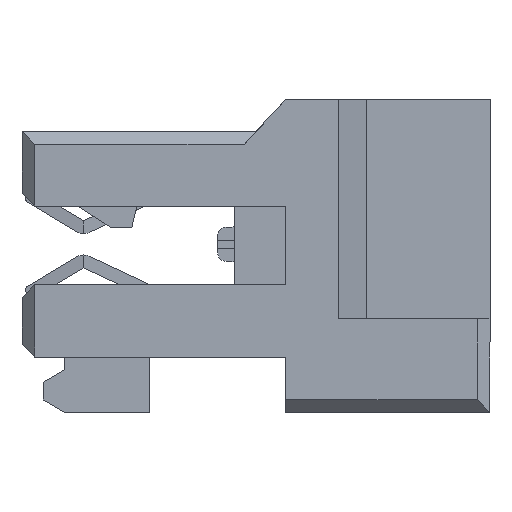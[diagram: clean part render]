
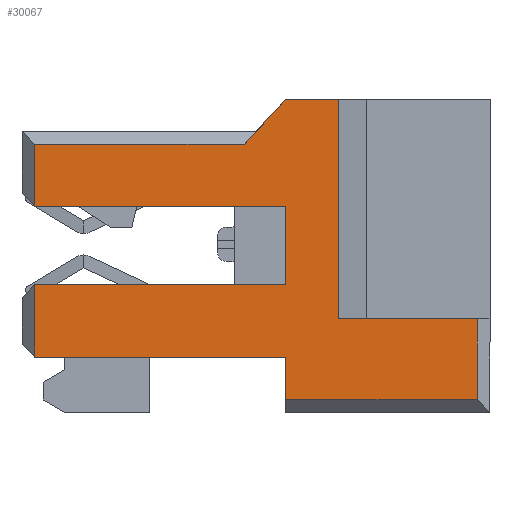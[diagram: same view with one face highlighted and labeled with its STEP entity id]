
A CAD part, left-side view. The second image highlights one B-rep face of the part: STEP entity #30067.
In plain terms, the highlighted face is planar.
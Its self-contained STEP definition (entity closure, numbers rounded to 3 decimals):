
#2278=ORIENTED_EDGE('',*,*,#8806,.T.);
#2279=ORIENTED_EDGE('',*,*,#8267,.T.);
#2280=ORIENTED_EDGE('',*,*,#8813,.T.);
#2281=ORIENTED_EDGE('',*,*,#8814,.T.);
#2282=ORIENTED_EDGE('',*,*,#8411,.T.);
#2283=ORIENTED_EDGE('',*,*,#8406,.T.);
#2284=ORIENTED_EDGE('',*,*,#8797,.T.);
#2285=ORIENTED_EDGE('',*,*,#8815,.T.);
#2286=ORIENTED_EDGE('',*,*,#8816,.T.);
#2287=ORIENTED_EDGE('',*,*,#8817,.T.);
#2288=ORIENTED_EDGE('',*,*,#8263,.T.);
#2289=ORIENTED_EDGE('',*,*,#8260,.T.);
#2290=ORIENTED_EDGE('',*,*,#8803,.T.);
#2291=ORIENTED_EDGE('',*,*,#8818,.T.);
#8260=EDGE_CURVE('',#11607,#11609,#13842,.T.);
#8263=EDGE_CURVE('',#11610,#11607,#13845,.T.);
#8267=EDGE_CURVE('',#11613,#11615,#13849,.T.);
#8406=EDGE_CURVE('',#11718,#11716,#13964,.T.);
#8411=EDGE_CURVE('',#11720,#11718,#13969,.T.);
#8797=EDGE_CURVE('',#11716,#12021,#14331,.T.);
#8803=EDGE_CURVE('',#11609,#12025,#14337,.T.);
#8806=EDGE_CURVE('',#12028,#11613,#14340,.T.);
#8813=EDGE_CURVE('',#11615,#12030,#14347,.T.);
#8814=EDGE_CURVE('',#12030,#11720,#14348,.T.);
#8815=EDGE_CURVE('',#12021,#12031,#14349,.T.);
#8816=EDGE_CURVE('',#12031,#12032,#14350,.T.);
#8817=EDGE_CURVE('',#12032,#11610,#14351,.T.);
#8818=EDGE_CURVE('',#12025,#12028,#14352,.T.);
#11607=VERTEX_POINT('',#40123);
#11609=VERTEX_POINT('',#40127);
#11610=VERTEX_POINT('',#40131);
#11613=VERTEX_POINT('',#40138);
#11615=VERTEX_POINT('',#40142);
#11716=VERTEX_POINT('',#40428);
#11718=VERTEX_POINT('',#40431);
#11720=VERTEX_POINT('',#40437);
#12021=VERTEX_POINT('',#41168);
#12025=VERTEX_POINT('',#41178);
#12028=VERTEX_POINT('',#41186);
#12030=VERTEX_POINT('',#41197);
#12031=VERTEX_POINT('',#41200);
#12032=VERTEX_POINT('',#41202);
#13842=LINE('',#40128,#16416);
#13845=LINE('',#40134,#16419);
#13849=LINE('',#40143,#16423);
#13964=LINE('',#40430,#16538);
#13969=LINE('',#40440,#16543);
#14331=LINE('',#41167,#16905);
#14337=LINE('',#41179,#16911);
#14340=LINE('',#41185,#16914);
#14347=LINE('',#41196,#16921);
#14348=LINE('',#41198,#16922);
#14349=LINE('',#41199,#16923);
#14350=LINE('',#41201,#16924);
#14351=LINE('',#41203,#16925);
#14352=LINE('',#41204,#16926);
#16416=VECTOR('',#33448,1000.);
#16419=VECTOR('',#33453,1000.);
#16423=VECTOR('',#33459,1000.);
#16538=VECTOR('',#33714,1000.);
#16543=VECTOR('',#33721,1000.);
#16905=VECTOR('',#34215,1000.);
#16911=VECTOR('',#34223,1000.);
#16914=VECTOR('',#34228,1000.);
#16921=VECTOR('',#34239,1000.);
#16922=VECTOR('',#34240,1000.);
#16923=VECTOR('',#34241,1000.);
#16924=VECTOR('',#34242,1000.);
#16925=VECTOR('',#34243,1000.);
#16926=VECTOR('',#34244,1000.);
#18871=EDGE_LOOP('',(#2278,#2279,#2280,#2281,#2282,#2283,#2284,#2285,#2286,
#2287,#2288,#2289,#2290,#2291));
#20103=FACE_BOUND('',#18871,.T.);
#21299=PLANE('',#31287);
#30067=ADVANCED_FACE('',(#20103),#21299,.F.);
#31287=AXIS2_PLACEMENT_3D('',#41195,#34237,#34238);
#33448=DIRECTION('',(0.,0.,-1.));
#33453=DIRECTION('',(0.,-1.,0.));
#33459=DIRECTION('',(0.,0.,-1.));
#33714=DIRECTION('',(0.,0.,1.));
#33721=DIRECTION('',(0.,1.,0.));
#34215=DIRECTION('',(0.,-1.,0.));
#34223=DIRECTION('',(0.,1.,0.));
#34228=DIRECTION('',(0.,-1.,0.));
#34237=DIRECTION('',(-1.,0.,0.));
#34238=DIRECTION('',(0.,0.,1.));
#34239=DIRECTION('',(0.,1.,0.));
#34240=DIRECTION('',(0.,0.,-1.));
#34241=DIRECTION('',(0.,0.,1.));
#34242=DIRECTION('',(0.,-1.,0.));
#34243=DIRECTION('',(0.,-0.682,-0.731));
#34244=DIRECTION('',(0.,0.,-1.));
#40123=CARTESIAN_POINT('',(8.75,0.3,2.625));
#40127=CARTESIAN_POINT('',(8.75,0.3,1.175));
#40128=CARTESIAN_POINT('',(8.75,0.3,3.675));
#40131=CARTESIAN_POINT('',(8.75,5.22,2.625));
#40134=CARTESIAN_POINT('',(8.75,11.,2.625));
#40138=CARTESIAN_POINT('',(8.75,0.3,-0.675));
#40142=CARTESIAN_POINT('',(8.75,0.3,-2.375));
#40143=CARTESIAN_POINT('',(8.75,0.3,3.675));
#40428=CARTESIAN_POINT('',(8.75,10.7,-1.475));
#40430=CARTESIAN_POINT('',(8.75,10.7,-1.475));
#40431=CARTESIAN_POINT('',(8.75,10.7,-3.375));
#40437=CARTESIAN_POINT('',(8.75,6.2,-3.375));
#40440=CARTESIAN_POINT('',(8.75,11.,-3.375));
#41167=CARTESIAN_POINT('',(8.75,11.,-1.475));
#41168=CARTESIAN_POINT('',(8.75,7.45,-1.475));
#41178=CARTESIAN_POINT('',(8.75,6.2,1.175));
#41179=CARTESIAN_POINT('',(8.75,0.,1.175));
#41185=CARTESIAN_POINT('',(8.75,6.2,-0.675));
#41186=CARTESIAN_POINT('',(8.75,6.2,-0.675));
#41195=CARTESIAN_POINT('',(8.75,11.,3.675));
#41196=CARTESIAN_POINT('',(8.75,0.,-2.375));
#41197=CARTESIAN_POINT('',(8.75,6.2,-2.375));
#41198=CARTESIAN_POINT('',(8.75,6.2,-2.375));
#41199=CARTESIAN_POINT('',(8.75,7.45,-1.475));
#41200=CARTESIAN_POINT('',(8.75,7.45,3.675));
#41201=CARTESIAN_POINT('',(8.75,11.,3.675));
#41202=CARTESIAN_POINT('',(8.75,6.2,3.675));
#41203=CARTESIAN_POINT('',(8.75,6.2,3.675));
#41204=CARTESIAN_POINT('',(8.75,6.2,1.175));
